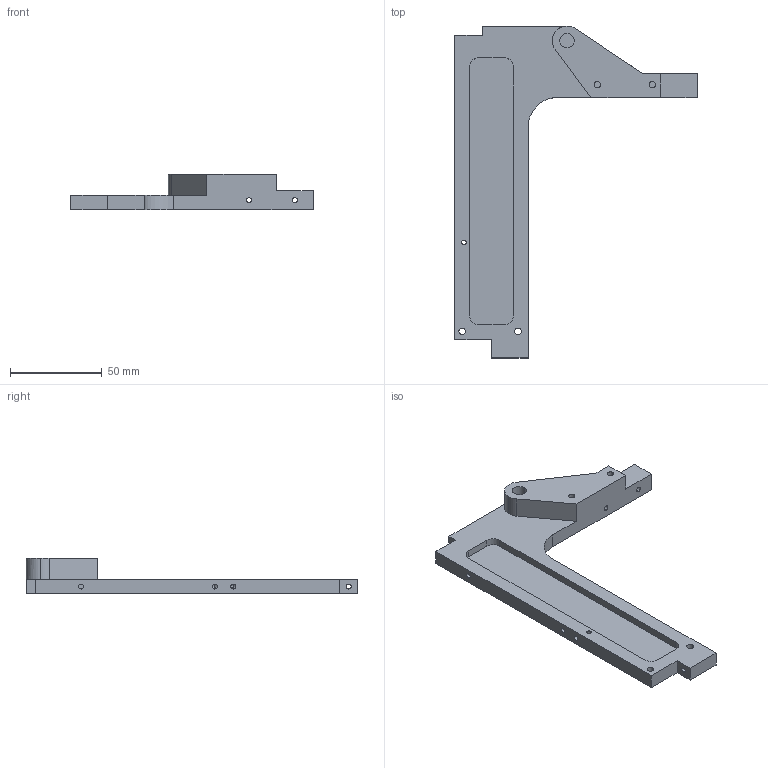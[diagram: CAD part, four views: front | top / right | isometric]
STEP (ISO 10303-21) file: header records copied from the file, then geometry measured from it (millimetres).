
FILE_DESCRIPTION (( 'STEP AP203' ), '1' );
FILE_NAME ('upper rear (PROFESSIONAL).STEP', '2019-01-01T17:56:58', ( '' ), ( '' ), 'SwSTEP 2.0', 'SolidWorks 2018', '' );
FILE_SCHEMA (( 'CONFIG_CONTROL_DESIGN' ));
Length unit declared in the file: millimetre
Products named in the file (1): upper rear (PROFESSIONAL)
Bounding box: 132.17 x 181 x 19.5 mm (x, y, z)
Volume: 73256 mm3; surface area: 28532.7 mm2
Topology: 1 solids, 2 shells, 81 faces, 201 edges, 128 vertices
Faces by surface type: cylinder 42, plane 31, cone 8
Entity records: 2485 total; most frequent: DIRECTION 434, CARTESIAN_POINT 427, ORIENTED_EDGE 386, EDGE_CURVE 193, AXIS2_PLACEMENT_3D 163, VERTEX_POINT 128, VECTOR 108, LINE 108
